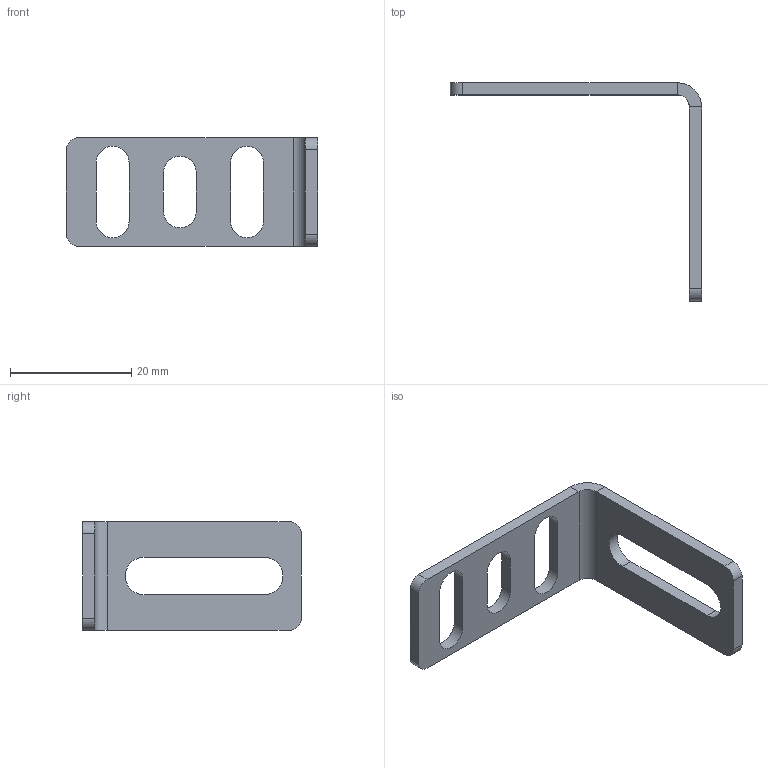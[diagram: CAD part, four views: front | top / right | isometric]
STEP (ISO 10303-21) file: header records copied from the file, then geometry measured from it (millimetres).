
FILE_DESCRIPTION (( 'STEP AP214' ), '1' );
FILE_NAME ('Ñáîðêà1.STEP', '2024-03-27T15:00:05', ( '' ), ( '' ), 'SwSTEP 2.0', 'SolidWorks 2022', '' );
FILE_SCHEMA (( 'AUTOMOTIVE_DESIGN' ));
Length unit declared in the file: millimetre
Products named in the file (2): Сборка1; A643 Крепление для кабель-канала B657 SNSS.00.078_1
Assembly tree (1 placements, depth 2):
  Сборка1
    A643 Крепление для кабель-канала B657 SNSS.00.078_1
Bounding box: 41.4 x 36 x 17.9 mm (x, y, z)
Volume: 1924.1 mm3; surface area: 2608.5 mm2
Topology: 1 solids, 1 shells, 35 faces, 91 edges, 58 vertices
Faces by surface type: plane 20, cylinder 15
Entity records: 1153 total; most frequent: DIRECTION 199, CARTESIAN_POINT 188, ORIENTED_EDGE 182, EDGE_CURVE 91, AXIS2_PLACEMENT_3D 69, LINE 61, VECTOR 61, VERTEX_POINT 58
